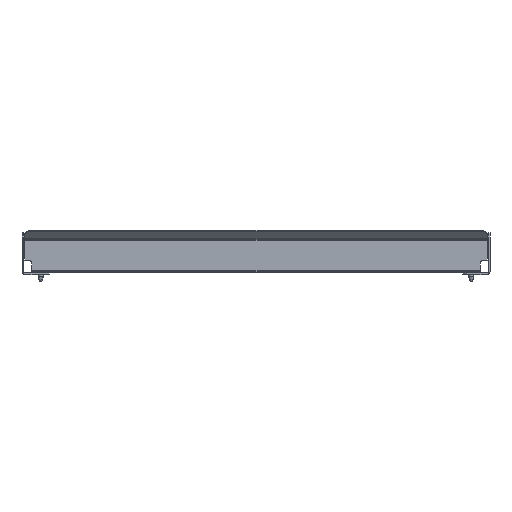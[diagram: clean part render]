
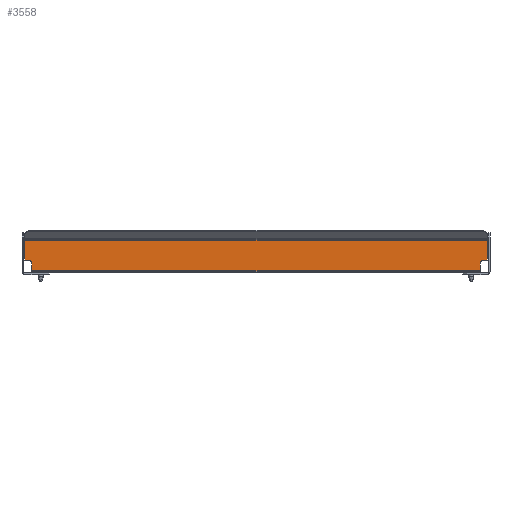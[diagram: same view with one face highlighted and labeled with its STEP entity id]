
A CAD part, front view. The second image highlights one B-rep face of the part: STEP entity #3558.
In plain terms, the highlighted face is planar.
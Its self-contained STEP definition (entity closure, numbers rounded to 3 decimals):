
#78 = CIRCLE ( 'NONE', #4777, 3.25 ) ;
#235 = CARTESIAN_POINT ( 'NONE',  ( 194., 0., 1.8 ) ) ;
#313 = VERTEX_POINT ( 'NONE', #1824 ) ;
#319 = CARTESIAN_POINT ( 'NONE',  ( 194., 0., 27.515 ) ) ;
#437 = EDGE_LOOP ( 'NONE', ( #4997, #1337, #6526, #6296, #4094, #4113, #3402, #2358, #1168, #3855 ) ) ;
#633 = AXIS2_PLACEMENT_3D ( 'NONE', #5556, #4478, #2397 ) ;
#704 = DIRECTION ( 'NONE',  ( -1., 0., 0. ) ) ;
#728 = DIRECTION ( 'NONE',  ( 0., 0., 1. ) ) ;
#862 = CIRCLE ( 'NONE', #1203, 3.25 ) ;
#915 = DIRECTION ( 'NONE',  ( 0., 0., 1. ) ) ;
#952 = CARTESIAN_POINT ( 'NONE',  ( -188., 0., 7.55 ) ) ;
#1067 = CARTESIAN_POINT ( 'NONE',  ( 194., 0., 27.929 ) ) ;
#1161 = VERTEX_POINT ( 'NONE', #4427 ) ;
#1168 = ORIENTED_EDGE ( 'NONE', *, *, #1194, .F. ) ;
#1194 = EDGE_CURVE ( 'NONE', #2370, #313, #5725, .T. ) ;
#1203 = AXIS2_PLACEMENT_3D ( 'NONE', #2355, #1348, #6006 ) ;
#1267 = VECTOR ( 'NONE', #3416, 1000. ) ;
#1310 = VERTEX_POINT ( 'NONE', #319 ) ;
#1326 = VERTEX_POINT ( 'NONE', #952 ) ;
#1337 = ORIENTED_EDGE ( 'NONE', *, *, #1558, .T. ) ;
#1346 = VECTOR ( 'NONE', #704, 1000. ) ;
#1347 = VECTOR ( 'NONE', #2230, 1000. ) ;
#1348 = DIRECTION ( 'NONE',  ( 0., -1., 0. ) ) ;
#1486 = CARTESIAN_POINT ( 'NONE',  ( -194., 0., 27.515 ) ) ;
#1558 = EDGE_CURVE ( 'NONE', #1326, #1161, #78, .T. ) ;
#1597 = DIRECTION ( 'NONE',  ( 0., 0., -1. ) ) ;
#1648 = EDGE_CURVE ( 'NONE', #5672, #1326, #6519, .T. ) ;
#1671 = VECTOR ( 'NONE', #1597, 1000. ) ;
#1824 = CARTESIAN_POINT ( 'NONE',  ( 188., 0., 7.55 ) ) ;
#1906 = VERTEX_POINT ( 'NONE', #2767 ) ;
#2020 = EDGE_CURVE ( 'NONE', #1906, #313, #862, .T. ) ;
#2230 = DIRECTION ( 'NONE',  ( -1., 0., 0. ) ) ;
#2319 = CARTESIAN_POINT ( 'NONE',  ( 188., 0., 10.8 ) ) ;
#2355 = CARTESIAN_POINT ( 'NONE',  ( 191.25, 0., 7.55 ) ) ;
#2358 = ORIENTED_EDGE ( 'NONE', *, *, #2020, .T. ) ;
#2370 = VERTEX_POINT ( 'NONE', #3096 ) ;
#2397 = DIRECTION ( 'NONE',  ( 0., 0., 1. ) ) ;
#2534 = EDGE_CURVE ( 'NONE', #1310, #6443, #3826, .T. ) ;
#2716 = CARTESIAN_POINT ( 'NONE',  ( 188., 0., -0.001 ) ) ;
#2767 = CARTESIAN_POINT ( 'NONE',  ( 191.25, 0., 10.8 ) ) ;
#2904 = VERTEX_POINT ( 'NONE', #3043 ) ;
#3043 = CARTESIAN_POINT ( 'NONE',  ( -194., 0., 10.8 ) ) ;
#3067 = LINE ( 'NONE', #1067, #1671 ) ;
#3096 = CARTESIAN_POINT ( 'NONE',  ( 188., 0., 1.8 ) ) ;
#3103 = EDGE_CURVE ( 'NONE', #6009, #1906, #4167, .T. ) ;
#3293 = CARTESIAN_POINT ( 'NONE',  ( 194., 0., 27.515 ) ) ;
#3360 = CARTESIAN_POINT ( 'NONE',  ( -188., 0., 1.8 ) ) ;
#3380 = VECTOR ( 'NONE', #5196, 1000. ) ;
#3395 = CARTESIAN_POINT ( 'NONE',  ( -188., 0., 10.8 ) ) ;
#3402 = ORIENTED_EDGE ( 'NONE', *, *, #3103, .T. ) ;
#3416 = DIRECTION ( 'NONE',  ( -1., 0., 0. ) ) ;
#3540 = EDGE_CURVE ( 'NONE', #1161, #2904, #5449, .T. ) ;
#3558 = ADVANCED_FACE ( 'NONE', ( #3575 ), #6560, .T. ) ;
#3575 = FACE_OUTER_BOUND ( 'NONE', #437, .T. ) ;
#3634 = CARTESIAN_POINT ( 'NONE',  ( 194., 0., 10.8 ) ) ;
#3826 = LINE ( 'NONE', #3293, #1346 ) ;
#3855 = ORIENTED_EDGE ( 'NONE', *, *, #6328, .T. ) ;
#4080 = DIRECTION ( 'NONE',  ( 0., -1., 0. ) ) ;
#4094 = ORIENTED_EDGE ( 'NONE', *, *, #2534, .F. ) ;
#4113 = ORIENTED_EDGE ( 'NONE', *, *, #4306, .T. ) ;
#4167 = LINE ( 'NONE', #2319, #1347 ) ;
#4197 = VECTOR ( 'NONE', #728, 1000. ) ;
#4306 = EDGE_CURVE ( 'NONE', #1310, #6009, #3067, .T. ) ;
#4427 = CARTESIAN_POINT ( 'NONE',  ( -191.25, 0., 10.8 ) ) ;
#4478 = DIRECTION ( 'NONE',  ( 0., 1., 0. ) ) ;
#4578 = DIRECTION ( 'NONE',  ( 0., 0., 1. ) ) ;
#4706 = CARTESIAN_POINT ( 'NONE',  ( -194., 0., 27.929 ) ) ;
#4777 = AXIS2_PLACEMENT_3D ( 'NONE', #6205, #4080, #915 ) ;
#4790 = LINE ( 'NONE', #4706, #3380 ) ;
#4996 = DIRECTION ( 'NONE',  ( -1., 0., 0. ) ) ;
#4997 = ORIENTED_EDGE ( 'NONE', *, *, #1648, .T. ) ;
#5163 = CARTESIAN_POINT ( 'NONE',  ( -188., 0., -0.001 ) ) ;
#5196 = DIRECTION ( 'NONE',  ( 0., 0., -1. ) ) ;
#5449 = LINE ( 'NONE', #3395, #1267 ) ;
#5556 = CARTESIAN_POINT ( 'NONE',  ( 194., 0., 27.929 ) ) ;
#5672 = VERTEX_POINT ( 'NONE', #3360 ) ;
#5725 = LINE ( 'NONE', #2716, #4197 ) ;
#5745 = VECTOR ( 'NONE', #4996, 1000. ) ;
#5831 = LINE ( 'NONE', #235, #5745 ) ;
#6006 = DIRECTION ( 'NONE',  ( 0., 0., 1. ) ) ;
#6009 = VERTEX_POINT ( 'NONE', #3634 ) ;
#6205 = CARTESIAN_POINT ( 'NONE',  ( -191.25, 0., 7.55 ) ) ;
#6278 = VECTOR ( 'NONE', #4578, 1000. ) ;
#6296 = ORIENTED_EDGE ( 'NONE', *, *, #6621, .F. ) ;
#6328 = EDGE_CURVE ( 'NONE', #2370, #5672, #5831, .T. ) ;
#6443 = VERTEX_POINT ( 'NONE', #1486 ) ;
#6519 = LINE ( 'NONE', #5163, #6278 ) ;
#6526 = ORIENTED_EDGE ( 'NONE', *, *, #3540, .T. ) ;
#6560 = PLANE ( 'NONE',  #633 ) ;
#6621 = EDGE_CURVE ( 'NONE', #6443, #2904, #4790, .T. ) ;
